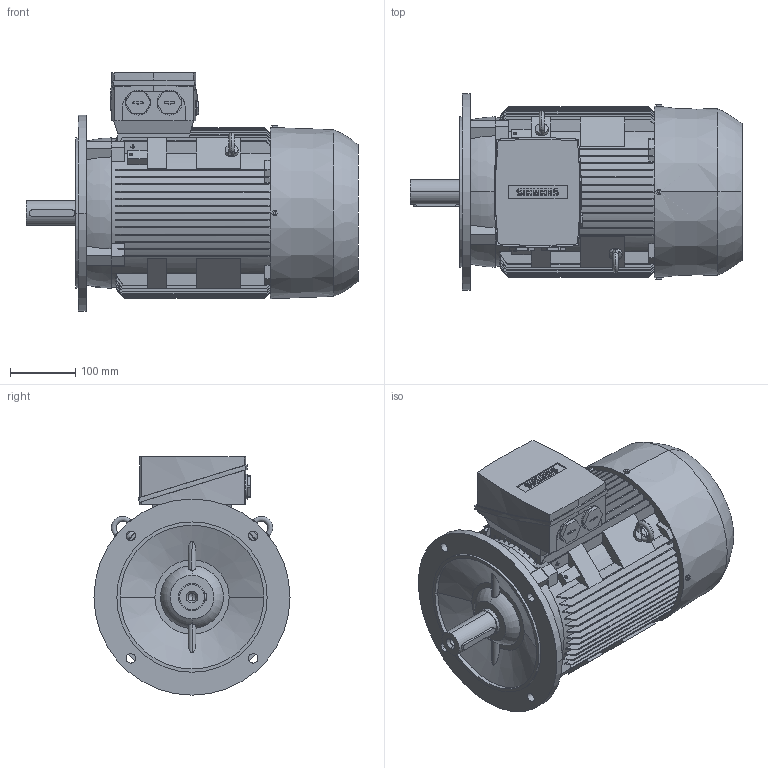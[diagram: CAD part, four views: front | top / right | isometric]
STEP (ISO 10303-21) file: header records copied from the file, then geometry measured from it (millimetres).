
FILE_DESCRIPTION(('STEP AP214'),'1');
FILE_NAME('cctmp_79D7DDFE-F121-4FAF-BA65-2540BBB9ADA9_2023_06_26_15_32_02_0794..stp','2023-06-26T13:32:03',('SIEMENS A&D'),('CADClick - www.CADClick.com'),'Spatial InterOp 3D',' ','unknown authorization');
FILE_SCHEMA(('AUTOMOTIVE_DESIGN'));
Length unit declared in the file: millimetre
Products named in the file (1): 1
Bounding box: 508 x 300 x 364.5 mm (x, y, z)
Volume: 21273867.6 mm3; surface area: 979857.6 mm2
Topology: 7 solids, 7 shells, 897 faces, 2458 edges, 1617 vertices
Faces by surface type: plane 529, cylinder 214, torus 130, cone 20, sphere 4
Entity records: 42546 total; most frequent: CARTESIAN_POINT 12960, ORIENTED_EDGE 4912, DIRECTION 4308, EDGE_CURVE 2456, VERTEX_POINT 1617, LINE 1450, VECTOR 1450, AXIS2_PLACEMENT_3D 1429
